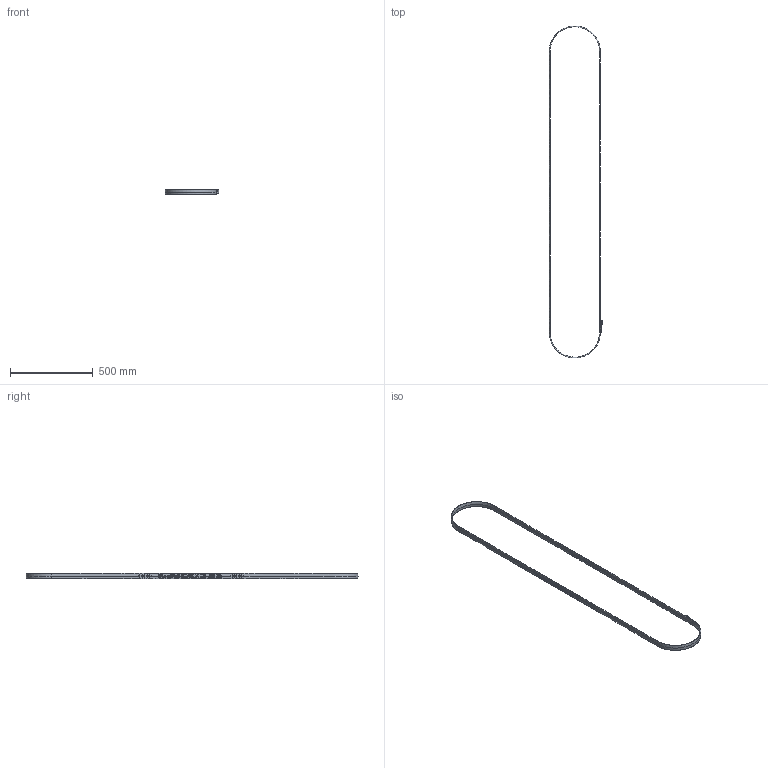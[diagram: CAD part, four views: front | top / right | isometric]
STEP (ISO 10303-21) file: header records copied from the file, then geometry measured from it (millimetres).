
FILE_DESCRIPTION(/* description */ (''),/* implementation_level */ '2;1');
FILE_NAME(/* name */ 'Supra_Plus_500',/* time_stamp */ '2015-09-11T12:52:37+03:00',/* author */ (''),/* organization */ (''),/* preprocessor_version */ 'ST-DEVELOPER v10',/* originating_system */ '',/* authorisation */ '');
FILE_SCHEMA (('AUTOMOTIVE_DESIGN_CC2'));
Length unit declared in the file: millimetre
Products named in the file (1): 1
Bounding box: 324.7 x 2009.91 x 36 mm (x, y, z)
Volume: 630438.6 mm3; surface area: 326518.8 mm2
Topology: 2 solids, 2 shells, 252 faces, 981 edges, 787 vertices
Faces by surface type: bspline 250, plane 2
Entity records: 20455 total; most frequent: CARTESIAN_POINT 15073, ORIENTED_EDGE 1962, EDGE_CURVE 981, VERTEX_POINT 787, B_SPLINE_CURVE_WITH_KNOTS 733, EDGE_LOOP 308, ADVANCED_FACE 252, FACE_OUTER_BOUND 252
